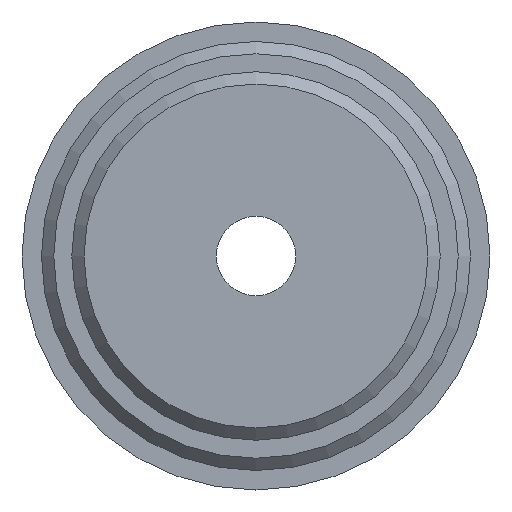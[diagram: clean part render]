
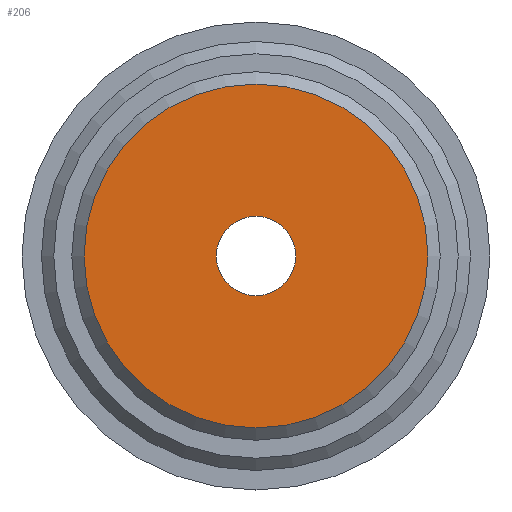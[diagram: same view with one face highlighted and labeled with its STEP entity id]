
A CAD part, front view. The second image highlights one B-rep face of the part: STEP entity #206.
In plain terms, the highlighted face is planar.
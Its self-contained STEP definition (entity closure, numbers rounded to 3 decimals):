
#21=FACE_BOUND('',#53,.T.);
#26=PLANE('',#238);
#38=FACE_OUTER_BOUND('',#52,.T.);
#52=EDGE_LOOP('',(#156));
#53=EDGE_LOOP('',(#157));
#83=CIRCLE('',#234,28.);
#86=CIRCLE('',#239,6.45);
#103=VERTEX_POINT('',#352);
#106=VERTEX_POINT('',#362);
#121=EDGE_CURVE('',#103,#103,#83,.T.);
#126=EDGE_CURVE('',#106,#106,#86,.T.);
#156=ORIENTED_EDGE('',*,*,#121,.F.);
#157=ORIENTED_EDGE('',*,*,#126,.T.);
#206=ADVANCED_FACE('',(#38,#21),#26,.F.);
#234=AXIS2_PLACEMENT_3D('',#353,#274,#275);
#238=AXIS2_PLACEMENT_3D('',#361,#284,#285);
#239=AXIS2_PLACEMENT_3D('',#363,#286,#287);
#274=DIRECTION('center_axis',(0.,0.,
-1.));
#275=DIRECTION('ref_axis',(-1.,0.,0.));
#284=DIRECTION('center_axis',(0.,0.,
-1.));
#285=DIRECTION('ref_axis',(-1.,0.,0.));
#286=DIRECTION('center_axis',(0.,0.,
-1.));
#287=DIRECTION('ref_axis',(-1.,0.,0.));
#352=CARTESIAN_POINT('',(28.,0.,30.));
#353=CARTESIAN_POINT('Origin',(0.,0.,
30.));
#361=CARTESIAN_POINT('Origin',(0.,0.,30.));
#362=CARTESIAN_POINT('',(6.45,0.,30.));
#363=CARTESIAN_POINT('Origin',(0.,0.,30.));
